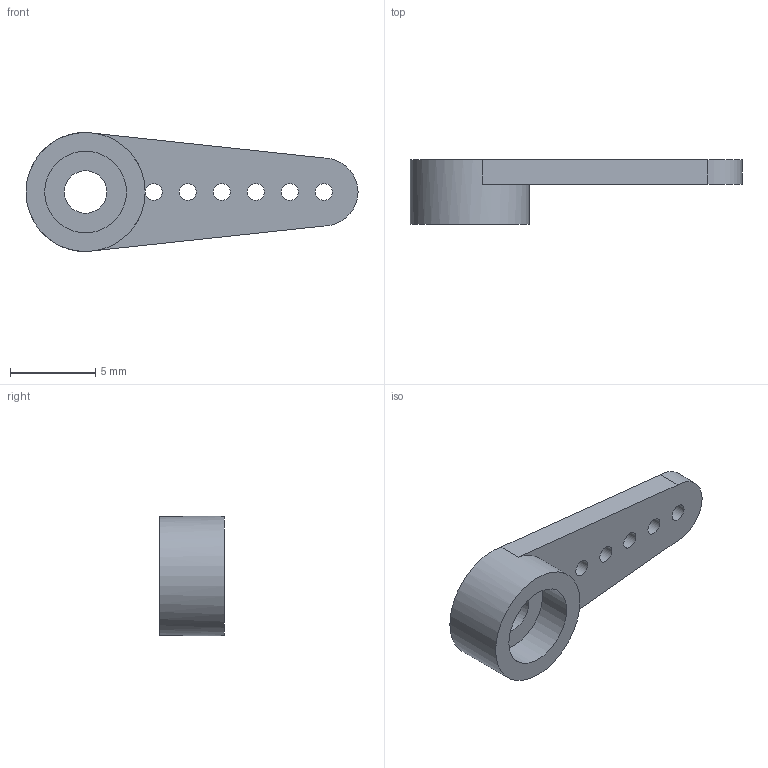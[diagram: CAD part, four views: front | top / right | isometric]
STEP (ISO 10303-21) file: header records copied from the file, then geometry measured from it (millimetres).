
FILE_DESCRIPTION(/* description */ (''),/* implementation_level */ '2;1');
FILE_NAME(/* name */ 'sg90 arm.step',/* time_stamp */ '2018-11-08T23:29:48-05:00',/* author */ ('will.donaldson22'),/* organization */ (''),/* preprocessor_version */ 'ST-DEVELOPER v17.2',/* originating_system */ 'Autodesk Translation Framework v7.6.0.251',/* authorisation */ '');
FILE_SCHEMA (('AUTOMOTIVE_DESIGN { 1 0 10303 214 3 1 1 }'));
Length unit declared in the file: millimetre
Products named in the file (1): sg90 arm
Bounding box: 19.5 x 3.8 x 7 mm (x, y, z)
Volume: 174.8 mm3; surface area: 382 mm2
Topology: 1 solids, 1 shells, 18 faces, 44 edges, 29 vertices
Faces by surface type: cylinder 11, plane 7
Full cylindrical faces by diameter (mm): 1 x6, 2.5 x1, 4.7 x1, 4.8 x1, 7 x1
Entity records: 614 total; most frequent: DIRECTION 108, CARTESIAN_POINT 92, ORIENTED_EDGE 88, AXIS2_PLACEMENT_3D 45, EDGE_CURVE 44, EDGE_LOOP 33, VERTEX_POINT 29, CIRCLE 26
